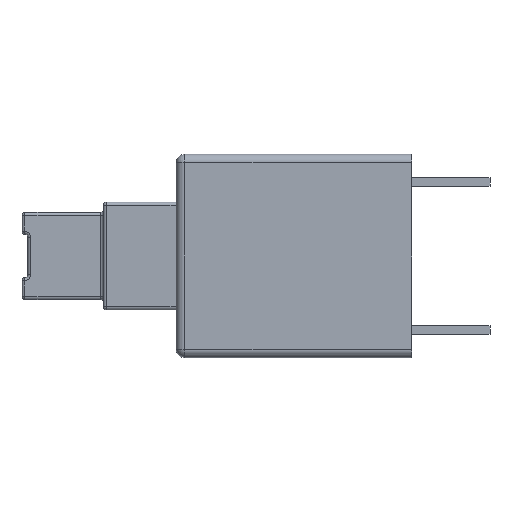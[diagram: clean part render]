
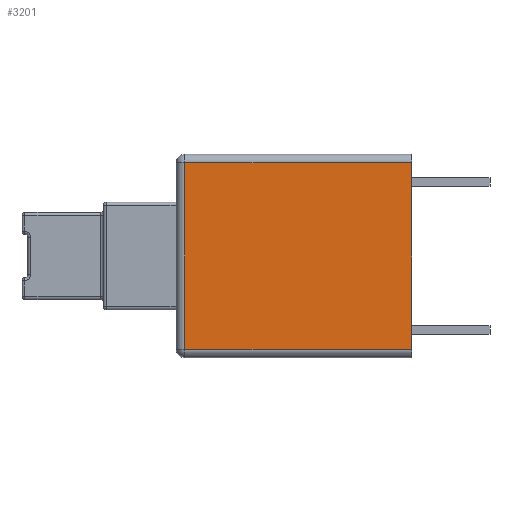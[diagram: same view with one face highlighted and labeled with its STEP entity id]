
A CAD part, left-side view. The second image highlights one B-rep face of the part: STEP entity #3201.
In plain terms, the highlighted planar face has unit normal (-1, 0, 0).
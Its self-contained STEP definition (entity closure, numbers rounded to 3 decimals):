
#189 = VECTOR ( 'NONE', #2351, 1000. ) ;
#221 = CARTESIAN_POINT ( 'NONE',  ( -3.5, 0., 3.5 ) ) ;
#228 = VERTEX_POINT ( 'NONE', #838 ) ;
#235 = EDGE_CURVE ( 'NONE', #228, #3974, #3063, .T. ) ;
#267 = ORIENTED_EDGE ( 'NONE', *, *, #235, .T. ) ;
#344 = DIRECTION ( 'NONE',  ( 0., -1., 0. ) ) ;
#386 = CARTESIAN_POINT ( 'NONE',  ( -3.5, 8.1, 3.2 ) ) ;
#501 = CARTESIAN_POINT ( 'NONE',  ( -3.5, 7.8, 3.5 ) ) ;
#633 = PLANE ( 'NONE',  #2957 ) ;
#720 = ORIENTED_EDGE ( 'NONE', *, *, #2072, .T. ) ;
#838 = CARTESIAN_POINT ( 'NONE',  ( -3.5, 7.8, 3.2 ) ) ;
#888 = DIRECTION ( 'NONE',  ( 0., 0., 1. ) ) ;
#891 = EDGE_CURVE ( 'NONE', #987, #228, #2945, .T. ) ;
#987 = VERTEX_POINT ( 'NONE', #3669 ) ;
#1056 = LINE ( 'NONE', #2376, #3161 ) ;
#1136 = EDGE_LOOP ( 'NONE', ( #267, #1416, #720, #1375 ) ) ;
#1220 = DIRECTION ( 'NONE',  ( 1., 0., 0. ) ) ;
#1278 = VECTOR ( 'NONE', #2097, 1000. ) ;
#1375 = ORIENTED_EDGE ( 'NONE', *, *, #891, .T. ) ;
#1416 = ORIENTED_EDGE ( 'NONE', *, *, #1755, .T. ) ;
#1618 = FACE_OUTER_BOUND ( 'NONE', #1136, .T. ) ;
#1755 = EDGE_CURVE ( 'NONE', #3974, #2281, #1056, .T. ) ;
#1994 = VECTOR ( 'NONE', #888, 1000. ) ;
#2072 = EDGE_CURVE ( 'NONE', #2281, #987, #3849, .T. ) ;
#2097 = DIRECTION ( 'NONE',  ( 0., 0., -1. ) ) ;
#2281 = VERTEX_POINT ( 'NONE', #2296 ) ;
#2296 = CARTESIAN_POINT ( 'NONE',  ( -3.5, 0., -3.2 ) ) ;
#2351 = DIRECTION ( 'NONE',  ( 0., 1., 0. ) ) ;
#2376 = CARTESIAN_POINT ( 'NONE',  ( -3.5, 8.1, -3.2 ) ) ;
#2593 = CARTESIAN_POINT ( 'NONE',  ( -3.5, 8.1, 3.5 ) ) ;
#2637 = CARTESIAN_POINT ( 'NONE',  ( -3.5, 7.8, -3.2 ) ) ;
#2945 = LINE ( 'NONE', #386, #189 ) ;
#2957 = AXIS2_PLACEMENT_3D ( 'NONE', #2593, #1220, #3917 ) ;
#3063 = LINE ( 'NONE', #501, #1278 ) ;
#3161 = VECTOR ( 'NONE', #344, 1000. ) ;
#3201 = ADVANCED_FACE ( 'NONE', ( #1618 ), #633, .F. ) ;
#3669 = CARTESIAN_POINT ( 'NONE',  ( -3.5, 0., 3.2 ) ) ;
#3849 = LINE ( 'NONE', #221, #1994 ) ;
#3917 = DIRECTION ( 'NONE',  ( 0., 0., -1. ) ) ;
#3974 = VERTEX_POINT ( 'NONE', #2637 ) ;
